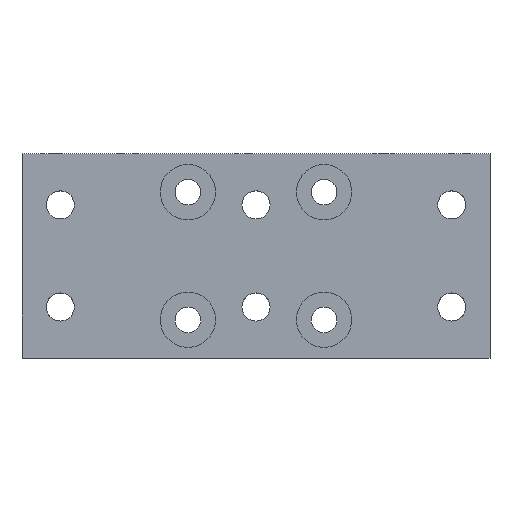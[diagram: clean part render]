
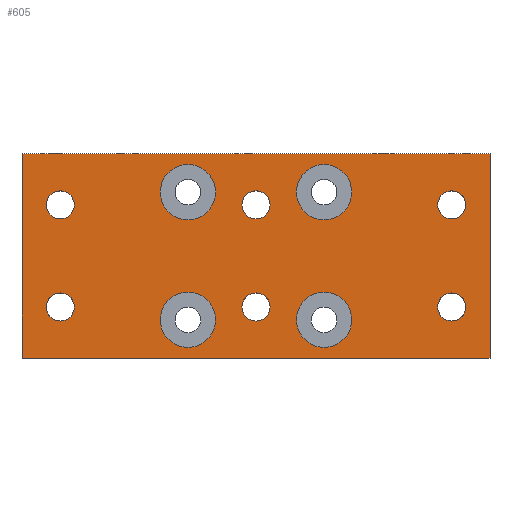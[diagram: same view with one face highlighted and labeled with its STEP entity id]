
A CAD part, top view. The second image highlights one B-rep face of the part: STEP entity #605.
In plain terms, the highlighted planar face has unit normal (0, 0, 1).
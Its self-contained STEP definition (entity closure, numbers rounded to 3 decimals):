
#23=PLANE('',#683);
#41=FACE_BOUND('',#142,.T.);
#42=FACE_BOUND('',#143,.T.);
#43=FACE_BOUND('',#144,.T.);
#44=FACE_BOUND('',#145,.T.);
#45=FACE_BOUND('',#146,.T.);
#46=FACE_BOUND('',#147,.T.);
#47=FACE_BOUND('',#148,.T.);
#48=FACE_BOUND('',#149,.T.);
#49=FACE_BOUND('',#150,.T.);
#50=FACE_BOUND('',#151,.T.);
#97=FACE_OUTER_BOUND('',#141,.T.);
#141=EDGE_LOOP('',(#533,#534,#535,#536));
#142=EDGE_LOOP('',(#537));
#143=EDGE_LOOP('',(#538));
#144=EDGE_LOOP('',(#539));
#145=EDGE_LOOP('',(#540));
#146=EDGE_LOOP('',(#541));
#147=EDGE_LOOP('',(#542));
#148=EDGE_LOOP('',(#543));
#149=EDGE_LOOP('',(#544));
#150=EDGE_LOOP('',(#545));
#151=EDGE_LOOP('',(#546));
#187=LINE('',#1259,#221);
#190=LINE('',#1265,#224);
#193=LINE('',#1271,#227);
#196=LINE('',#1275,#230);
#221=VECTOR('',#829,10.);
#224=VECTOR('',#834,10.);
#227=VECTOR('',#839,10.);
#230=VECTOR('',#844,10.);
#251=CIRCLE('',#654,1.65);
#253=CIRCLE('',#657,1.65);
#255=CIRCLE('',#660,1.65);
#257=CIRCLE('',#663,1.65);
#259=CIRCLE('',#666,3.25);
#260=CIRCLE('',#668,3.25);
#261=CIRCLE('',#670,3.25);
#262=CIRCLE('',#672,3.25);
#263=CIRCLE('',#674,1.65);
#265=CIRCLE('',#677,1.65);
#297=VERTEX_POINT('',#1199);
#299=VERTEX_POINT('',#1205);
#301=VERTEX_POINT('',#1211);
#303=VERTEX_POINT('',#1218);
#305=VERTEX_POINT('',#1224);
#306=VERTEX_POINT('',#1228);
#307=VERTEX_POINT('',#1232);
#308=VERTEX_POINT('',#1236);
#309=VERTEX_POINT('',#1240);
#311=VERTEX_POINT('',#1246);
#315=VERTEX_POINT('',#1256);
#316=VERTEX_POINT('',#1258);
#318=VERTEX_POINT('',#1264);
#320=VERTEX_POINT('',#1270);
#361=EDGE_CURVE('',#297,#297,#251,.T.);
#364=EDGE_CURVE('',#299,#299,#253,.T.);
#367=EDGE_CURVE('',#301,#301,#255,.T.);
#371=EDGE_CURVE('',#303,#303,#257,.T.);
#374=EDGE_CURVE('',#305,#305,#259,.T.);
#376=EDGE_CURVE('',#306,#306,#260,.T.);
#378=EDGE_CURVE('',#307,#307,#261,.T.);
#380=EDGE_CURVE('',#308,#308,#262,.T.);
#382=EDGE_CURVE('',#309,#309,#263,.T.);
#385=EDGE_CURVE('',#311,#311,#265,.T.);
#391=EDGE_CURVE('',#316,#315,#187,.T.);
#394=EDGE_CURVE('',#318,#316,#190,.T.);
#397=EDGE_CURVE('',#320,#318,#193,.T.);
#400=EDGE_CURVE('',#315,#320,#196,.T.);
#533=ORIENTED_EDGE('',*,*,#400,.T.);
#534=ORIENTED_EDGE('',*,*,#397,.T.);
#535=ORIENTED_EDGE('',*,*,#394,.T.);
#536=ORIENTED_EDGE('',*,*,#391,.T.);
#537=ORIENTED_EDGE('',*,*,#385,.T.);
#538=ORIENTED_EDGE('',*,*,#382,.T.);
#539=ORIENTED_EDGE('',*,*,#380,.T.);
#540=ORIENTED_EDGE('',*,*,#378,.T.);
#541=ORIENTED_EDGE('',*,*,#376,.T.);
#542=ORIENTED_EDGE('',*,*,#374,.T.);
#543=ORIENTED_EDGE('',*,*,#371,.T.);
#544=ORIENTED_EDGE('',*,*,#367,.T.);
#545=ORIENTED_EDGE('',*,*,#364,.T.);
#546=ORIENTED_EDGE('',*,*,#361,.T.);
#605=ADVANCED_FACE('',(#97,#41,#42,#43,#44,#45,#46,#47,#48,#49,#50),#23,
 .T.);
#654=AXIS2_PLACEMENT_3D('',#1200,#763,#764);
#657=AXIS2_PLACEMENT_3D('',#1206,#770,#771);
#660=AXIS2_PLACEMENT_3D('',#1212,#777,#778);
#663=AXIS2_PLACEMENT_3D('',#1219,#785,#786);
#666=AXIS2_PLACEMENT_3D('',#1225,#792,#793);
#668=AXIS2_PLACEMENT_3D('',#1229,#797,#798);
#670=AXIS2_PLACEMENT_3D('',#1233,#802,#803);
#672=AXIS2_PLACEMENT_3D('',#1237,#807,#808);
#674=AXIS2_PLACEMENT_3D('',#1241,#812,#813);
#677=AXIS2_PLACEMENT_3D('',#1247,#819,#820);
#683=AXIS2_PLACEMENT_3D('',#1276,#845,#846);
#763=DIRECTION('center_axis',(0.,0.,
-1.));
#764=DIRECTION('ref_axis',(-1.,0.,0.));
#770=DIRECTION('center_axis',(0.,0.,
-1.));
#771=DIRECTION('ref_axis',(-1.,0.,0.));
#777=DIRECTION('center_axis',(0.,0.,
-1.));
#778=DIRECTION('ref_axis',(-1.,0.,0.));
#785=DIRECTION('center_axis',(0.,0.,
-1.));
#786=DIRECTION('ref_axis',(-1.,0.,0.));
#792=DIRECTION('center_axis',(0.,0.,
-1.));
#793=DIRECTION('ref_axis',(-1.,0.,0.));
#797=DIRECTION('center_axis',(0.,0.,
-1.));
#798=DIRECTION('ref_axis',(-1.,0.,0.));
#802=DIRECTION('center_axis',(0.,0.,
-1.));
#803=DIRECTION('ref_axis',(-1.,0.,0.));
#807=DIRECTION('center_axis',(0.,0.,
-1.));
#808=DIRECTION('ref_axis',(-1.,0.,0.));
#812=DIRECTION('center_axis',(0.,0.,
-1.));
#813=DIRECTION('ref_axis',(-1.,0.,0.));
#819=DIRECTION('center_axis',(0.,0.,
-1.));
#820=DIRECTION('ref_axis',(-1.,0.,0.));
#829=DIRECTION('',(0.,1.,0.));
#834=DIRECTION('',(1.,0.,0.));
#839=DIRECTION('',(0.,-1.,0.));
#844=DIRECTION('',(-1.,0.,0.));
#845=DIRECTION('center_axis',(0.,0.,1.));
#846=DIRECTION('ref_axis',(1.,0.,0.));
#1199=CARTESIAN_POINT('',(-21.35,-6.,8.5));
#1200=CARTESIAN_POINT('Origin',(-23.,-6.,8.5));
#1205=CARTESIAN_POINT('',(-21.35,6.,8.5));
#1206=CARTESIAN_POINT('Origin',(-23.,6.,8.5));
#1211=CARTESIAN_POINT('',(24.654,-6.,8.5));
#1212=CARTESIAN_POINT('Origin',(23.004,-6.,8.5));
#1218=CARTESIAN_POINT('',(1.65,-6.,8.5));
#1219=CARTESIAN_POINT('Origin',(0.,-6.,8.5));
#1224=CARTESIAN_POINT('',(11.25,7.5,8.5));
#1225=CARTESIAN_POINT('Origin',(8.,7.5,8.5));
#1228=CARTESIAN_POINT('',(11.25,-7.5,8.5));
#1229=CARTESIAN_POINT('Origin',(8.,-7.5,8.5));
#1232=CARTESIAN_POINT('',(-4.75,7.5,8.5));
#1233=CARTESIAN_POINT('Origin',(-8.,7.5,8.5));
#1236=CARTESIAN_POINT('',(-4.75,-7.5,8.5));
#1237=CARTESIAN_POINT('Origin',(-8.,-7.5,8.5));
#1240=CARTESIAN_POINT('',(1.65,6.,8.5));
#1241=CARTESIAN_POINT('Origin',(0.,6.,8.5));
#1246=CARTESIAN_POINT('',(24.654,6.,8.5));
#1247=CARTESIAN_POINT('Origin',(23.004,6.,8.5));
#1256=CARTESIAN_POINT('',(27.5,12.,8.5));
#1258=CARTESIAN_POINT('',(27.5,-12.,8.5));
#1259=CARTESIAN_POINT('',(27.5,12.,8.5));
#1264=CARTESIAN_POINT('',(-27.5,-12.,8.5));
#1265=CARTESIAN_POINT('',(27.5,-12.,8.5));
#1270=CARTESIAN_POINT('',(-27.5,12.,8.5));
#1271=CARTESIAN_POINT('',(-27.5,-12.,8.5));
#1275=CARTESIAN_POINT('',(-27.5,12.,8.5));
#1276=CARTESIAN_POINT('Origin',(0.,0.,8.5));
